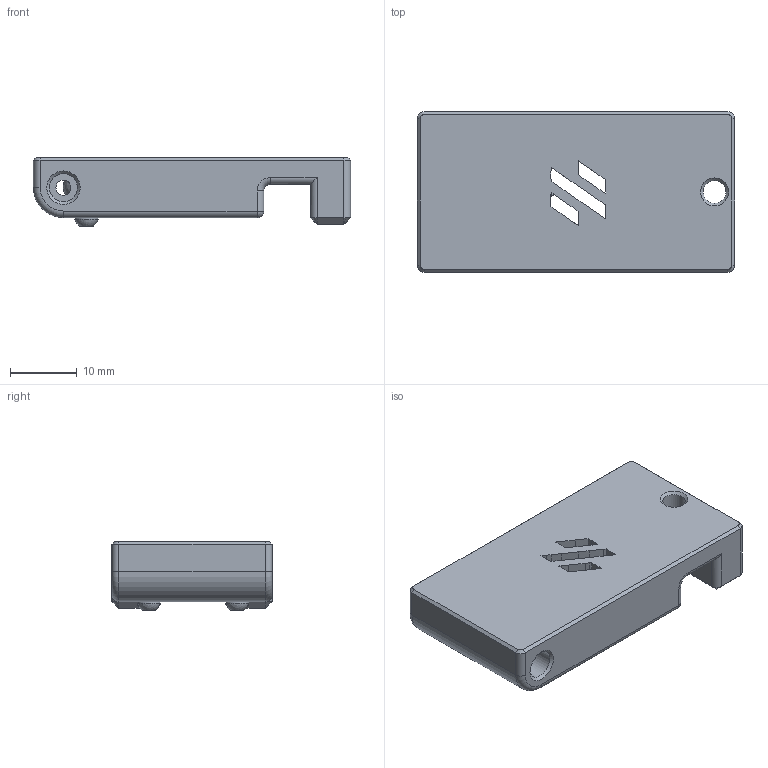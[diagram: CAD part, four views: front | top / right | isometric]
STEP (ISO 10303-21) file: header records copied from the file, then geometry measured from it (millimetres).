
FILE_DESCRIPTION(/* description */ (''),/* implementation_level */ '2;1');
FILE_NAME(/* name */ 'KlickOut.step',/* time_stamp */ '2022-11-11T10:03:53-08:00',/* author */ (''),/* organization */ (''),/* preprocessor_version */ 'ST-DEVELOPER v19.2',/* originating_system */ 'Autodesk Translation Framework v11.17.0.187',/* authorisation */ '');
FILE_SCHEMA (('AUTOMOTIVE_DESIGN { 1 0 10303 214 3 1 1 }'));
Length unit declared in the file: millimetre
Products named in the file (12): KlickOut; KlickOut Assembly; Omron D2FC-F-7N v1; Switch Body; Pin 2; Button; Pin 3; Pin 1; Ball Bearing 5.5mm (1); Bowden Retainer; Bowden Cap; M2 6mm
Assembly tree (12 placements, depth 4):
  KlickOut
    KlickOut Assembly
      Omron D2FC-F-7N v1
        Switch Body
        Pin 2
        Button
        Pin 3
        Pin 1
      Ball Bearing 5.5mm (1)
      Bowden Retainer
      Bowden Cap
      M2 6mm  x2
Bounding box: 47.5 x 24 x 10.3 mm (x, y, z)
Volume: 6765.4 mm3; surface area: 5844.7 mm2
Topology: 10 solids, 10 shells, 333 faces, 831 edges, 523 vertices
Faces by surface type: plane 146, cylinder 103, cone 39, bspline 35, sphere 6, torus 4
Full cylindrical faces by diameter (mm): 1.48 x26, 1.8 x4, 2 x30, 2.2 x2, 2.25 x1, 3.4 x1, 3.5 x2, 4.2 x2
Entity records: 11609 total; most frequent: CARTESIAN_POINT 4974, ORIENTED_EDGE 1374, DIRECTION 1207, EDGE_CURVE 687, VERTEX_POINT 438, LINE 433, VECTOR 433, AXIS2_PLACEMENT_3D 387
